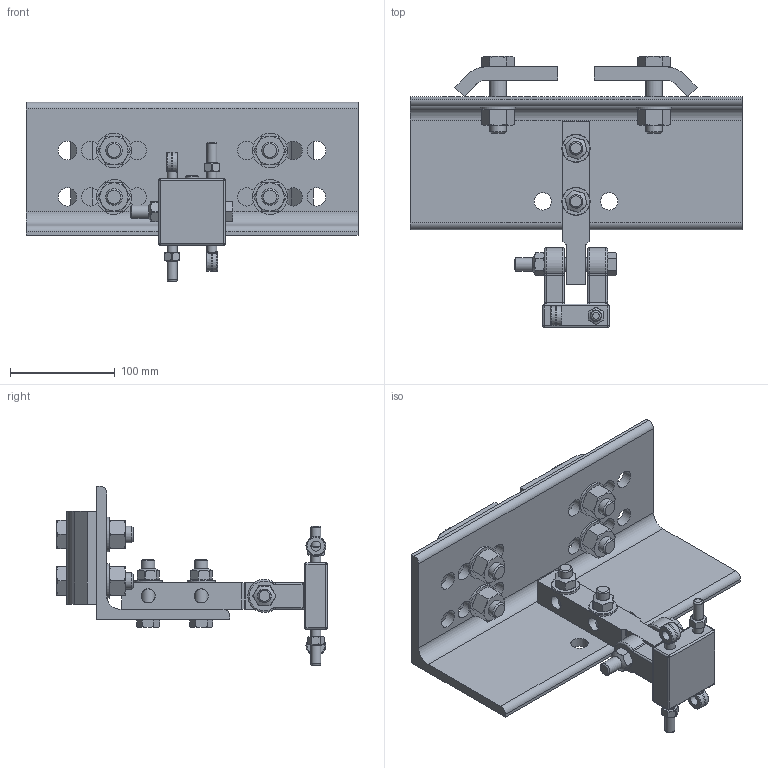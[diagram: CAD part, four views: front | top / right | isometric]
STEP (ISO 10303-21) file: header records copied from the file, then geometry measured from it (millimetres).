
FILE_DESCRIPTION((''),'2;1');
FILE_NAME('27057 415458 BEAM HGR PAR 4 TO 8.stp','2010-12-10T09:29:34',('jholman'),(''),'Autodesk Inventor 2009','Autodesk Inventor 2009','');
FILE_SCHEMA(('AUTOMOTIVE_DESIGN { 1 0 10303 214 1 1 1 1 }'));
Length unit declared in the file: inch
Products named in the file (16): 3D11Q7F4C.iam (LevelofDetail1); 3D11J7F4D; 3D11F7F4C; 3D11H7F4B; Heavy Hex Structural Bolt - Inch 5/8-11 UNC - 2.5; Plain Washer (Inch) 5/8 - narrow - Type A; Heavy Hex Nut - Inch 5/8 - 11; 3D11DJB4C.iam (~1); 3D11K4B4C; Hex Bolt - UNC (Regular Thread - Inch) 1/2-13 UNC - 3.5; Prevailing Torque Type Hex Nut - UNC (Regular Thread - Inch)  (IFI) 1/2 - 13 Metal Type; 3D11CJB4B; Hex Nut - UNC (Regular Thread - Inch) 3/8 - 16; 3D114FD4B; Hex Cap Screw - Inch 1/2-13 UNC - 2.25; 3D11N3B4A
Assembly tree (31 placements, depth 3):
  3D11Q7F4C.iam (LevelofDetail1)
    3D11J7F4D
      3D11F7F4C
      3D11H7F4B  x2
      Heavy Hex Structural Bolt - Inch 5/8-11 UNC - 2.5  x4
      Plain Washer (Inch) 5/8 - narrow - Type A  x4
      Heavy Hex Nut - Inch 5/8 - 11  x4
    3D11DJB4C.iam (~1)
      3D11K4B4C
      Hex Bolt - UNC (Regular Thread - Inch) 1/2-13 UNC - 3.5
      Prevailing Torque Type Hex Nut - UNC (Regular Thread - Inch)  (IFI) 1/2 - 13 Metal Type
      3D11CJB4B
      Hex Nut - UNC (Regular Thread - Inch) 3/8 - 16  x2
      3D114FD4B  x2
    Hex Cap Screw - Inch 1/2-13 UNC - 2.25  x2
    3D11N3B4A  x2
    Prevailing Torque Type Hex Nut - UNC (Regular Thread - Inch)  (IFI) 1/2 - 13 Metal Type  x2
Bounding box: 317.5 x 259.16 x 171.45 mm (x, y, z)
Volume: 1298267.7 mm3; surface area: 323970.5 mm2
Topology: 29 solids, 29 shells, 918 faces, 2094 edges, 1187 vertices
Faces by surface type: bspline 270, plane 213, cone 159, cylinder 130, sphere 92, torus 54
Full cylindrical faces by diameter (mm): 9.525 x2, 12.7 x3, 13.081 x1, 13.494 x4, 15.875 x4, 16.307 x4, 16.662 x4, 17.145 x2, 17.463 x8, 19.05 x1, 24.289 x4, 26.988 x2, 33.325 x4
Entity records: 16770 total; most frequent: CARTESIAN_POINT 7071, DIRECTION 1919, ORIENTED_EDGE 1808, EDGE_CURVE 904, AXIS2_PLACEMENT_3D 851, EDGE_LOOP 595, VERTEX_POINT 561, CIRCLE 475
